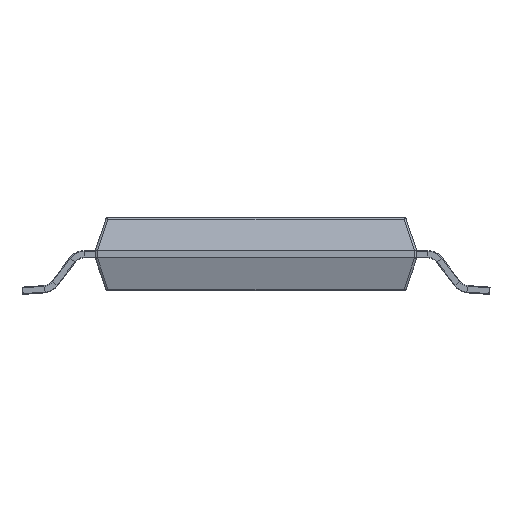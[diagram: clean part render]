
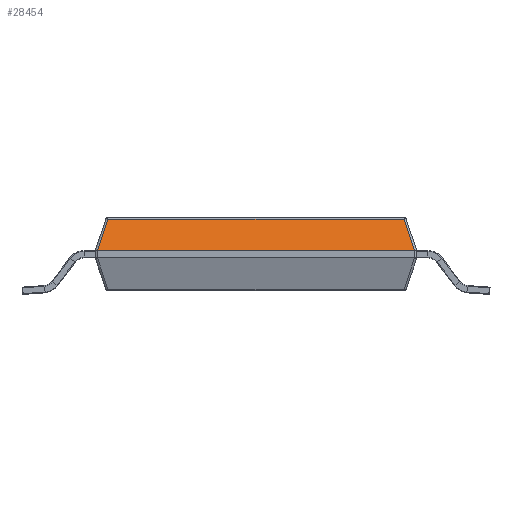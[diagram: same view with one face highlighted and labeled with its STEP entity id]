
A CAD part, front view. The second image highlights one B-rep face of the part: STEP entity #28454.
In plain terms, the highlighted planar face has unit normal (0, -0.949, 0.316).
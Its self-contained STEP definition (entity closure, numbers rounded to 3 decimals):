
#3620 = DIRECTION ( 'NONE',  ( -1., 0., 0. ) ) ;
#4680 = EDGE_CURVE ( 'NONE', #24052, #68592, #65346, .T. ) ;
#4952 = ORIENTED_EDGE ( 'NONE', *, *, #42403, .T. ) ;
#5143 = EDGE_CURVE ( 'NONE', #36062, #78113, #12935, .T. ) ;
#5924 = AXIS2_PLACEMENT_3D ( 'NONE', #46523, #11842, #3620 ) ;
#6586 = CARTESIAN_POINT ( 'NONE',  ( -2.171, -4.85, 0.58 ) ) ;
#7029 = ORIENTED_EDGE ( 'NONE', *, *, #17926, .T. ) ;
#8022 = ORIENTED_EDGE ( 'NONE', *, *, #4680, .T. ) ;
#8363 = CARTESIAN_POINT ( 'NONE',  ( -2.171, -4.85, 0.58 ) ) ;
#11639 = CARTESIAN_POINT ( 'NONE',  ( 2.171, -4.85, 0.58 ) ) ;
#11842 = DIRECTION ( 'NONE',  ( 0., -0.949, 0.316 ) ) ;
#12935 = LINE ( 'NONE', #55448, #21586 ) ;
#17464 = VECTOR ( 'NONE', #25242, 1000. ) ;
#17926 = EDGE_CURVE ( 'NONE', #68592, #22900, #28659, .T. ) ;
#18488 = CARTESIAN_POINT ( 'NONE',  ( 2.17, -4.85, 0.58 ) ) ;
#19012 = CARTESIAN_POINT ( 'NONE',  ( -2.028, -4.707, 1.009 ) ) ;
#19798 = CARTESIAN_POINT ( 'NONE',  ( -1.838, -4.516, 1.581 ) ) ;
#21586 = VECTOR ( 'NONE', #40811, 1000. ) ;
#22900 = VERTEX_POINT ( 'NONE', #19012 ) ;
#24052 = VERTEX_POINT ( 'NONE', #72293 ) ;
#25106 = ORIENTED_EDGE ( 'NONE', *, *, #63003, .T. ) ;
#25242 = DIRECTION ( 'NONE',  ( -0.302, -0.302, -0.905 ) ) ;
#25302 = CARTESIAN_POINT ( 'NONE',  ( 2.171, -4.85, 0.58 ) ) ;
#28454 = ADVANCED_FACE ( 'NONE', ( #70826 ), #30551, .T. ) ;
#28659 = LINE ( 'NONE', #84822, #45277 ) ;
#29116 = DIRECTION ( 'NONE',  ( -1., 0., 0. ) ) ;
#30551 = PLANE ( 'NONE',  #5924 ) ;
#36062 = VERTEX_POINT ( 'NONE', #38526 ) ;
#36190 = ORIENTED_EDGE ( 'NONE', *, *, #5143, .F. ) ;
#36242 = CARTESIAN_POINT ( 'NONE',  ( -2.17, -4.85, 0.58 ) ) ;
#36671 = VERTEX_POINT ( 'NONE', #70556 ) ;
#38526 = CARTESIAN_POINT ( 'NONE',  ( 2.17, -4.85, 0.58 ) ) ;
#40811 = DIRECTION ( 'NONE',  ( -1., 0., 0. ) ) ;
#42403 = EDGE_CURVE ( 'NONE', #22900, #36671, #87766, .T. ) ;
#43431 = VECTOR ( 'NONE', #73112, 1000. ) ;
#45277 = VECTOR ( 'NONE', #29116, 1000. ) ;
#46523 = CARTESIAN_POINT ( 'NONE',  ( 0., -4.7, 1.03 ) ) ;
#53812 =( BOUNDED_CURVE ( )  B_SPLINE_CURVE ( 3, ( #18488, #11639, #25302, #86499 ),
 .UNSPECIFIED., .F., .F. ) 
 B_SPLINE_CURVE_WITH_KNOTS ( ( 4, 4 ),
 ( 0., 0.05 ),
 .UNSPECIFIED. ) 
 CURVE ( )  GEOMETRIC_REPRESENTATION_ITEM ( )  RATIONAL_B_SPLINE_CURVE ( ( 1., 1., 1., 1. ) ) 
 REPRESENTATION_ITEM ( '' )  );
#55448 = CARTESIAN_POINT ( 'NONE',  ( -2.2, -4.85, 0.58 ) ) ;
#56089 = ORIENTED_EDGE ( 'NONE', *, *, #63139, .T. ) ;
#56321 = EDGE_LOOP ( 'NONE', ( #36190, #25106, #8022, #7029, #4952, #56089 ) ) ;
#56639 = CARTESIAN_POINT ( 'NONE',  ( 2.028, -4.707, 1.009 ) ) ;
#63003 = EDGE_CURVE ( 'NONE', #36062, #24052, #53812, .T. ) ;
#63111 =( BOUNDED_CURVE ( )  B_SPLINE_CURVE ( 3, ( #69186, #6586, #8363, #36242 ),
 .UNSPECIFIED., .F., .F. ) 
 B_SPLINE_CURVE_WITH_KNOTS ( ( 4, 4 ),
 ( 6.233, 6.283 ),
 .UNSPECIFIED. ) 
 CURVE ( )  GEOMETRIC_REPRESENTATION_ITEM ( )  RATIONAL_B_SPLINE_CURVE ( ( 1., 1., 1., 1. ) ) 
 REPRESENTATION_ITEM ( '' )  );
#63139 = EDGE_CURVE ( 'NONE', #36671, #78113, #63111, .T. ) ;
#65346 = LINE ( 'NONE', #66266, #43431 ) ;
#66266 = CARTESIAN_POINT ( 'NONE',  ( 1.838, -4.516, 1.581 ) ) ;
#68592 = VERTEX_POINT ( 'NONE', #56639 ) ;
#69186 = CARTESIAN_POINT ( 'NONE',  ( -2.172, -4.85, 0.58 ) ) ;
#70556 = CARTESIAN_POINT ( 'NONE',  ( -2.172, -4.85, 0.58 ) ) ;
#70826 = FACE_OUTER_BOUND ( 'NONE', #56321, .T. ) ;
#72293 = CARTESIAN_POINT ( 'NONE',  ( 2.172, -4.85, 0.58 ) ) ;
#73112 = DIRECTION ( 'NONE',  ( -0.302, 0.302, 0.905 ) ) ;
#73903 = CARTESIAN_POINT ( 'NONE',  ( -2.17, -4.85, 0.58 ) ) ;
#78113 = VERTEX_POINT ( 'NONE', #73903 ) ;
#84822 = CARTESIAN_POINT ( 'NONE',  ( 0., -4.707, 1.009 ) ) ;
#86499 = CARTESIAN_POINT ( 'NONE',  ( 2.172, -4.85, 0.58 ) ) ;
#87766 = LINE ( 'NONE', #19798, #17464 ) ;
